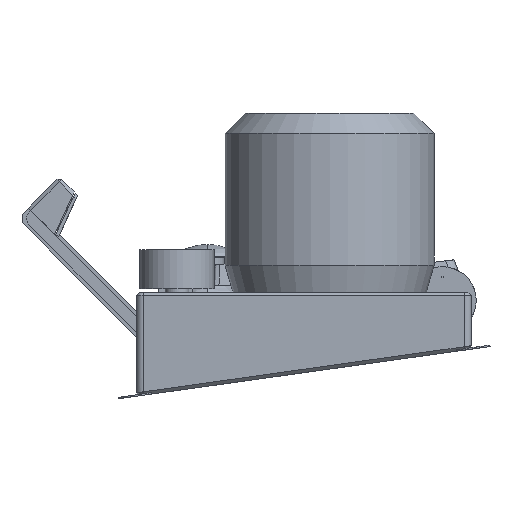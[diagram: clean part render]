
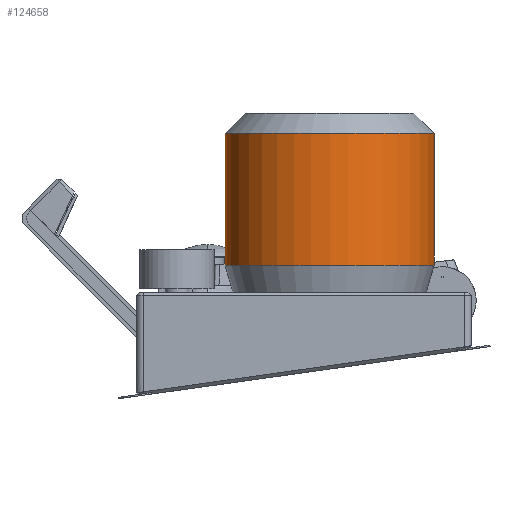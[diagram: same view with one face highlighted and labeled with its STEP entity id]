
A CAD part, left-side view. The second image highlights one B-rep face of the part: STEP entity #124658.
In plain terms, the highlighted cylindrical face has radius 31 mm (diameter 62 mm), a full revolution.
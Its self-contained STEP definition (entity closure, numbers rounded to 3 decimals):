
#5360=CYLINDRICAL_SURFACE('',#131558,31.);
#6756=FACE_OUTER_BOUND('',#13489,.T.);
#13489=EDGE_LOOP('',(#83639,#83640,#83641,#83642));
#21464=LINE('',#172688,#35527);
#35527=VECTOR('',#140973,31.);
#49395=CIRCLE('',#131556,31.);
#49397=CIRCLE('',#131559,31.);
#52069=VERTEX_POINT('',#172681);
#52071=VERTEX_POINT('',#172687);
#64544=EDGE_CURVE('',#52069,#52069,#49395,.T.);
#64547=EDGE_CURVE('',#52069,#52071,#21464,.T.);
#64548=EDGE_CURVE('',#52071,#52071,#49397,.T.);
#83639=ORIENTED_EDGE('',*,*,#64544,.F.);
#83640=ORIENTED_EDGE('',*,*,#64547,.T.);
#83641=ORIENTED_EDGE('',*,*,#64548,.F.);
#83642=ORIENTED_EDGE('',*,*,#64547,.F.);
#124658=ADVANCED_FACE('',(#6756),#5360,.T.);
#131556=AXIS2_PLACEMENT_3D('',#172682,#140966,#140967);
#131558=AXIS2_PLACEMENT_3D('',#172686,#140971,#140972);
#131559=AXIS2_PLACEMENT_3D('',#172689,#140974,#140975);
#140966=DIRECTION('center_axis',(0.,0.,-1.));
#140967=DIRECTION('ref_axis',(1.,0.,0.));
#140971=DIRECTION('center_axis',(0.,0.,-1.));
#140972=DIRECTION('ref_axis',(1.,0.,0.));
#140973=DIRECTION('',(0.,0.,1.));
#140974=DIRECTION('center_axis',(0.,0.,1.));
#140975=DIRECTION('ref_axis',(1.,0.,0.));
#172681=CARTESIAN_POINT('',(-31.,0.,-1.));
#172682=CARTESIAN_POINT('Origin',(0.,0.,-1.));
#172686=CARTESIAN_POINT('Origin',(0.,0.,44.));
#172687=CARTESIAN_POINT('',(-31.,0.,38.));
#172688=CARTESIAN_POINT('',(-31.,0.,44.));
#172689=CARTESIAN_POINT('Origin',(0.,0.,38.));
